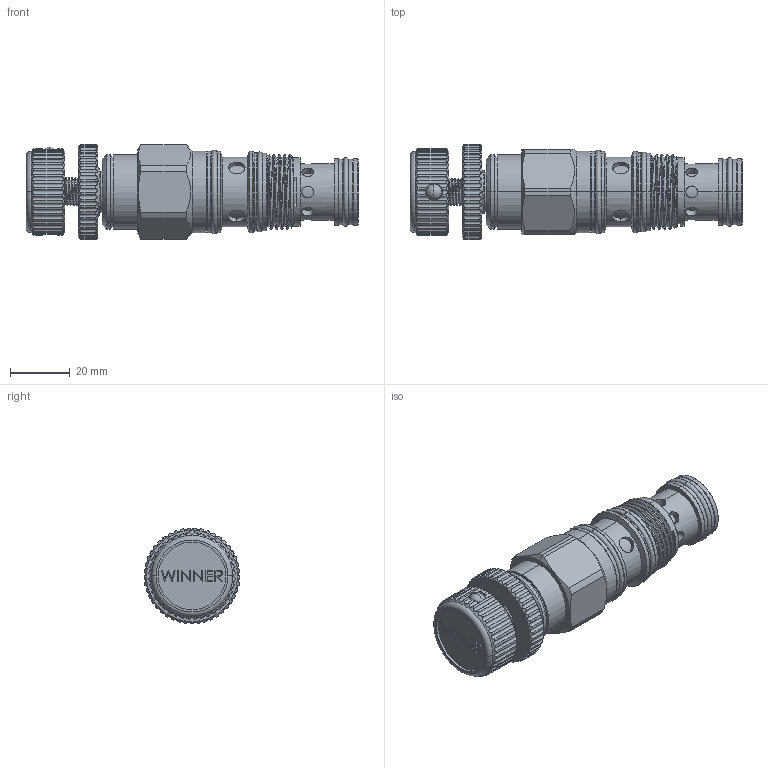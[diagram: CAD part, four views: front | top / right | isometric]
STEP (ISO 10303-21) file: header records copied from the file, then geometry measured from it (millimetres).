
FILE_DESCRIPTION (( 'STEP AP203' ), '1' );
FILE_NAME ('DP2A3P-K.STEP', '2024-05-28T06:34:54', ( '' ), ( '' ), 'SwSTEP 2.0', 'SolidWorks 2018', '' );
FILE_SCHEMA (( 'CONFIG_CONTROL_DESIGN' ));
Length unit declared in the file: millimetre
Products named in the file (1): DP2A3P-K
Bounding box: 111.42 x 32.2 x 32.18 mm (x, y, z)
Volume: 55458.5 mm3; surface area: 15297.3 mm2
Topology: 1 solids, 1 shells, 631 faces, 1662 edges, 1072 vertices
Faces by surface type: cylinder 392, plane 149, cone 48, bspline 24, torus 16, sphere 2
Entity records: 33848 total; most frequent: CARTESIAN_POINT 19017, ORIENTED_EDGE 3300, DIRECTION 2800, EDGE_CURVE 1650, VERTEX_POINT 1072, AXIS2_PLACEMENT_3D 1067, EDGE_LOOP 682, VECTOR 666
